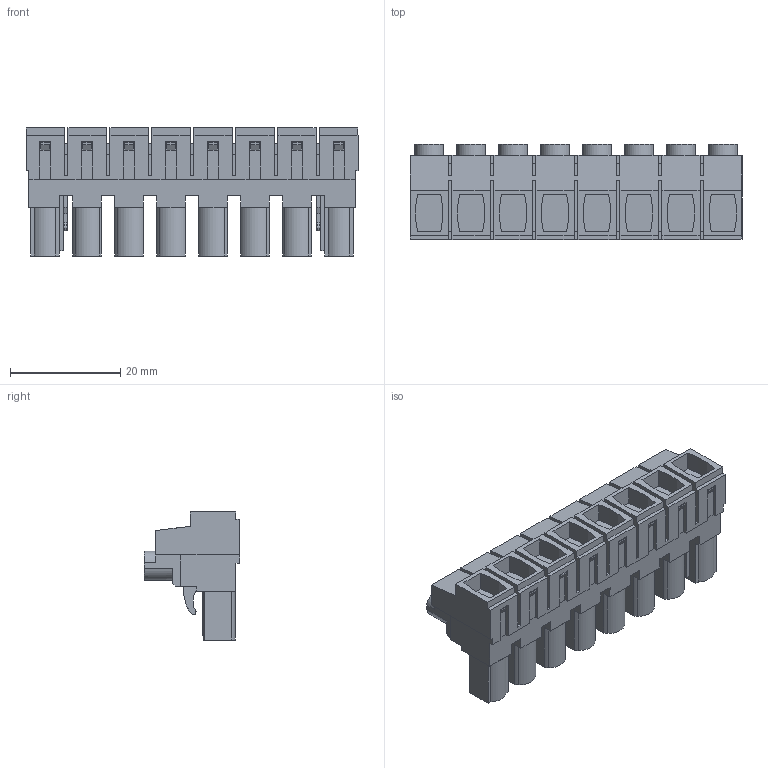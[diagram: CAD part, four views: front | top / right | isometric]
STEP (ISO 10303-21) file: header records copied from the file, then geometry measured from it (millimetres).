
FILE_DESCRIPTION(('CATIA V5 STEP Exchange','CAx-IF Rec.Pracs.--- Model Styling and Organization---1.4--- 2014-01-23'),'2;1');
FILE_NAME ('D1461095_1', '2022-06-27T12:21:50+00:00', ('none'), ('Weidmueller'), 'CATIA Version 5-6 Release 2016 SP3 HF44', 'CATIA V5 STEP AP214', 'none');
FILE_SCHEMA(('AUTOMOTIVE_DESIGN { 1 0 10303 214 1 1 1 1 }'));
Length unit declared in the file: millimetre
Products named in the file (1): 1980540000
Bounding box: 60.28 x 17.25 x 23.25 mm (x, y, z)
Volume: 11122.2 mm3; surface area: 8628.1 mm2
Topology: 9 solids, 9 shells, 790 faces, 2187 edges, 1455 vertices
Faces by surface type: plane 666, cylinder 116, extrusion 8
Entity records: 24371 total; most frequent: CARTESIAN_POINT 4592, ORIENTED_EDGE 4374, DIRECTION 3159, EDGE_CURVE 2187, VECTOR 1915, LINE 1907, VERTEX_POINT 1455, EDGE_LOOP 830
